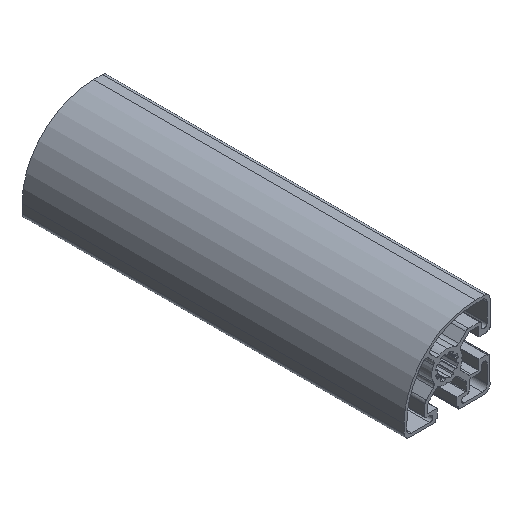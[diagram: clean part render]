
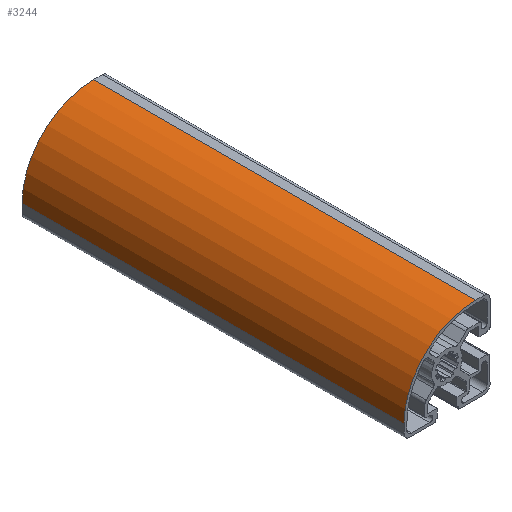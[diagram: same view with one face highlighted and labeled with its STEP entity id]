
A CAD part, isometric view. The second image highlights one B-rep face of the part: STEP entity #3244.
In plain terms, the highlighted cylindrical face has radius 37.5 mm (diameter 75 mm), a partial arc.
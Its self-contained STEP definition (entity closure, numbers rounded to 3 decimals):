
#71 = CIRCLE ( 'NONE', #2291, 37.5 ) ;
#122 = ORIENTED_EDGE ( 'NONE', *, *, #5541, .T. ) ;
#515 = VERTEX_POINT ( 'NONE', #5435 ) ;
#522 = VERTEX_POINT ( 'NONE', #1337 ) ;
#761 = DIRECTION ( 'NONE',  ( 0., 1., 0. ) ) ;
#786 = CARTESIAN_POINT ( 'NONE',  ( -22.5, 0., -15. ) ) ;
#814 = DIRECTION ( 'NONE',  ( 0., 0., 1. ) ) ;
#894 = AXIS2_PLACEMENT_3D ( 'NONE', #3038, #3498, #6615 ) ;
#1337 = CARTESIAN_POINT ( 'NONE',  ( 15., 0., 22.5 ) ) ;
#1438 = ORIENTED_EDGE ( 'NONE', *, *, #5385, .T. ) ;
#1644 = VECTOR ( 'NONE', #6444, 1000. ) ;
#1876 = DIRECTION ( 'NONE',  ( 0., 1., 0. ) ) ;
#2087 = VECTOR ( 'NONE', #761, 1000. ) ;
#2120 = FACE_OUTER_BOUND ( 'NONE', #4542, .T. ) ;
#2291 = AXIS2_PLACEMENT_3D ( 'NONE', #3926, #6529, #814 ) ;
#2388 = CARTESIAN_POINT ( 'NONE',  ( 15., 200., 22.5 ) ) ;
#2565 = CIRCLE ( 'NONE', #894, 37.5 ) ;
#2910 = CARTESIAN_POINT ( 'NONE',  ( 15., 0., -15. ) ) ;
#3038 = CARTESIAN_POINT ( 'NONE',  ( 15., 200., -15. ) ) ;
#3110 = EDGE_CURVE ( 'NONE', #515, #3744, #3976, .T. ) ;
#3215 = LINE ( 'NONE', #6039, #2087 ) ;
#3244 = ADVANCED_FACE ( 'NONE', ( #2120 ), #3400, .T. ) ;
#3400 = CYLINDRICAL_SURFACE ( 'NONE', #4423, 37.5 ) ;
#3402 = ORIENTED_EDGE ( 'NONE', *, *, #3110, .T. ) ;
#3498 = DIRECTION ( 'NONE',  ( 0., -1., 0. ) ) ;
#3744 = VERTEX_POINT ( 'NONE', #786 ) ;
#3835 = VERTEX_POINT ( 'NONE', #2388 ) ;
#3926 = CARTESIAN_POINT ( 'NONE',  ( 15., 0., -15. ) ) ;
#3976 = LINE ( 'NONE', #6374, #1644 ) ;
#4423 = AXIS2_PLACEMENT_3D ( 'NONE', #2910, #1876, #6507 ) ;
#4542 = EDGE_LOOP ( 'NONE', ( #5837, #1438, #122, #3402 ) ) ;
#4795 = EDGE_CURVE ( 'NONE', #3744, #522, #71, .T. ) ;
#5385 = EDGE_CURVE ( 'NONE', #522, #3835, #3215, .T. ) ;
#5435 = CARTESIAN_POINT ( 'NONE',  ( -22.5, 200., -15. ) ) ;
#5541 = EDGE_CURVE ( 'NONE', #3835, #515, #2565, .T. ) ;
#5837 = ORIENTED_EDGE ( 'NONE', *, *, #4795, .T. ) ;
#6039 = CARTESIAN_POINT ( 'NONE',  ( 15., 0., 22.5 ) ) ;
#6374 = CARTESIAN_POINT ( 'NONE',  ( -22.5, 0., -15. ) ) ;
#6444 = DIRECTION ( 'NONE',  ( 0., -1., 0. ) ) ;
#6507 = DIRECTION ( 'NONE',  ( 0., 0., 1. ) ) ;
#6529 = DIRECTION ( 'NONE',  ( 0., 1., 0. ) ) ;
#6615 = DIRECTION ( 'NONE',  ( 0., 0., 1. ) ) ;
